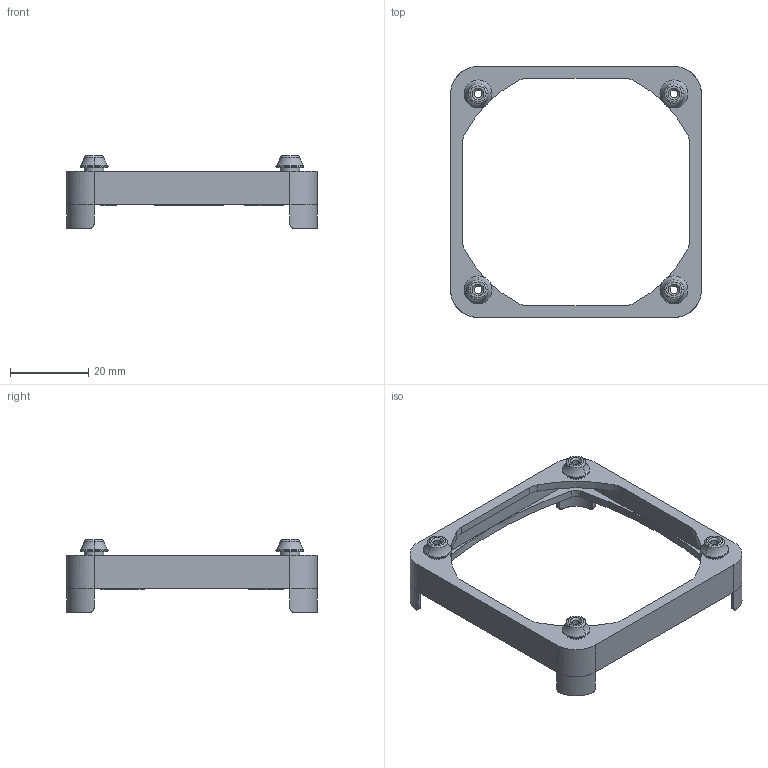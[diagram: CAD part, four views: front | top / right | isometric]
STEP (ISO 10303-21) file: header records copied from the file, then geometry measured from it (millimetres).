
FILE_DESCRIPTION((''),'2;1');
FILE_NAME('LM-60-40-10 ov.stp','2010-02-07T17:51:59',(''),(''),'Mechanical Desktop.R8.0.24.0','Mechanical Desktop.R8.0.24.0',', , ');
FILE_SCHEMA(('CONFIG_CONTROL_DESIGN'));
Length unit declared in the file: millimetre
Products named in the file (2): LM-60-40-10 OVA; LM-60-40-10 OV
Assembly tree (1 placements, depth 2):
  LM-60-40-10 OVA
    LM-60-40-10 OV
Bounding box: 64 x 64 x 18.5 mm (x, y, z)
Volume: 6309.4 mm3; surface area: 7664.2 mm2
Topology: 1 solids, 1 shells, 1950 faces, 5478 edges, 3619 vertices
Faces by surface type: bspline 1428, plane 347, cylinder 115, torus 36, sphere 16, cone 8
Entity records: 71030 total; most frequent: CARTESIAN_POINT 30409, ORIENTED_EDGE 10908, EDGE_CURVE 5454, DIRECTION 3961, VERTEX_POINT 3611, B_SPLINE_CURVE_WITH_KNOTS 2872, VECTOR 2251, LINE 2251
